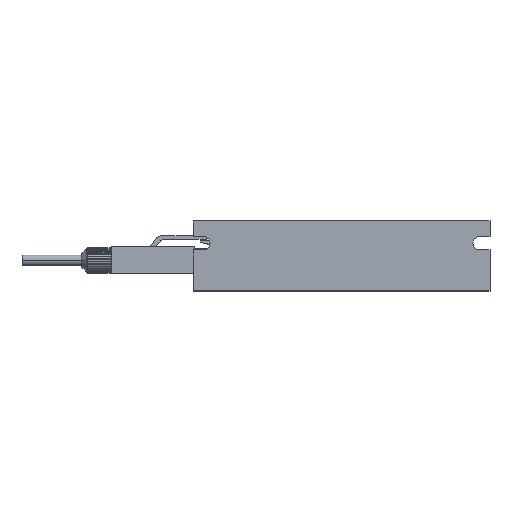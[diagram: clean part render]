
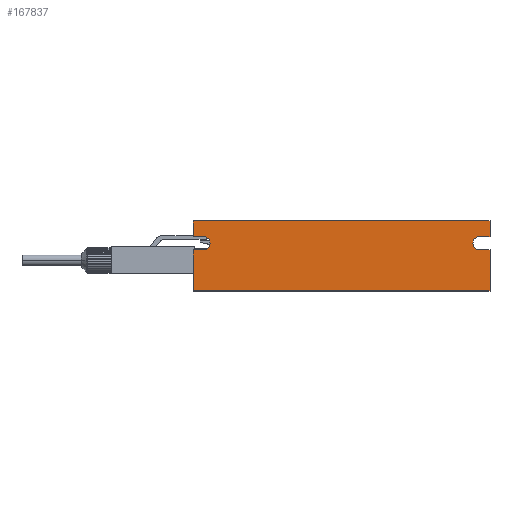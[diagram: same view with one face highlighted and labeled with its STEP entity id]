
A CAD part, top view. The second image highlights one B-rep face of the part: STEP entity #167837.
In plain terms, the highlighted planar face has unit normal (0, 0, 1).
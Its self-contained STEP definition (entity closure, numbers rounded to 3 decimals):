
#408 = CARTESIAN_POINT ( 'NONE',  ( 36.481, 18.211, 130.9 ) ) ;
#886 = EDGE_CURVE ( 'NONE', #106941, #92217, #3205, .T. ) ;
#1218 = DIRECTION ( 'NONE',  ( -1., 0., 0. ) ) ;
#3205 = LINE ( 'NONE', #79361, #106661 ) ;
#3593 = LINE ( 'NONE', #79753, #117903 ) ;
#5808 = VECTOR ( 'NONE', #27650, 1000. ) ;
#6533 = LINE ( 'NONE', #82704, #231259 ) ;
#10388 = VERTEX_POINT ( 'NONE', #238250 ) ;
#19089 = FACE_OUTER_BOUND ( 'NONE', #119689, .T. ) ;
#19865 = DIRECTION ( 'NONE',  ( -1., 0., 0. ) ) ;
#21413 = CARTESIAN_POINT ( 'NONE',  ( 36.481, -4.789, 130.9 ) ) ;
#27650 = DIRECTION ( 'NONE',  ( 1., 0., 0. ) ) ;
#31491 = DIRECTION ( 'NONE',  ( 0., 1., 0. ) ) ;
#33635 = ORIENTED_EDGE ( 'NONE', *, *, #112910, .F. ) ;
#35953 = CARTESIAN_POINT ( 'NONE',  ( -63.519, 8.461, 130.9 ) ) ;
#36145 = ORIENTED_EDGE ( 'NONE', *, *, #886, .F. ) ;
#37307 = DIRECTION ( 'NONE',  ( 0., 1., 0. ) ) ;
#38581 = CARTESIAN_POINT ( 'NONE',  ( -63.519, 8.461, 130.9 ) ) ;
#47567 = CARTESIAN_POINT ( 'NONE',  ( 32.981, 10.711, 130.9 ) ) ;
#47766 = VECTOR ( 'NONE', #61102, 1000. ) ;
#50031 = EDGE_CURVE ( 'NONE', #214172, #10388, #96057, .T. ) ;
#54782 = VECTOR ( 'NONE', #19865, 1000. ) ;
#59052 = CARTESIAN_POINT ( 'NONE',  ( -63.519, -5.289, 130.9 ) ) ;
#61102 = DIRECTION ( 'NONE',  ( 0., -1., 0. ) ) ;
#68754 = CARTESIAN_POINT ( 'NONE',  ( 36.481, -5.289, 130.9 ) ) ;
#68877 = AXIS2_PLACEMENT_3D ( 'NONE', #47567, #123727, #199646 ) ;
#69386 = VERTEX_POINT ( 'NONE', #86017 ) ;
#72647 = EDGE_CURVE ( 'NONE', #75950, #106941, #114723, .T. ) ;
#75918 = CARTESIAN_POINT ( 'NONE',  ( -60.019, 8.461, 130.9 ) ) ;
#75950 = VERTEX_POINT ( 'NONE', #68754 ) ;
#79361 = CARTESIAN_POINT ( 'NONE',  ( -63.519, -4.789, 130.9 ) ) ;
#79417 = ORIENTED_EDGE ( 'NONE', *, *, #141336, .F. ) ;
#79753 = CARTESIAN_POINT ( 'NONE',  ( -63.519, 8.461, 130.9 ) ) ;
#82599 = CARTESIAN_POINT ( 'NONE',  ( -60.019, 12.961, 130.9 ) ) ;
#82704 = CARTESIAN_POINT ( 'NONE',  ( -63.519, 12.961, 130.9 ) ) ;
#84293 = ORIENTED_EDGE ( 'NONE', *, *, #151208, .F. ) ;
#85857 = AXIS2_PLACEMENT_3D ( 'NONE', #132148, #208214, #37307 ) ;
#86017 = CARTESIAN_POINT ( 'NONE',  ( 32.981, 12.961, 130.9 ) ) ;
#89496 = EDGE_CURVE ( 'NONE', #147917, #214172, #193282, .T. ) ;
#92217 = VERTEX_POINT ( 'NONE', #38581 ) ;
#93223 = ORIENTED_EDGE ( 'NONE', *, *, #231707, .F. ) ;
#93907 = EDGE_CURVE ( 'NONE', #205750, #69386, #6533, .T. ) ;
#95253 = PLANE ( 'NONE',  #136591 ) ;
#96057 = LINE ( 'NONE', #172018, #174974 ) ;
#97499 = CARTESIAN_POINT ( 'NONE',  ( -63.519, 18.211, 130.9 ) ) ;
#97593 = DIRECTION ( 'NONE',  ( 0., 1., 0. ) ) ;
#103998 = ORIENTED_EDGE ( 'NONE', *, *, #50031, .F. ) ;
#106661 = VECTOR ( 'NONE', #155334, 1000. ) ;
#106941 = VERTEX_POINT ( 'NONE', #179970 ) ;
#107392 = EDGE_CURVE ( 'NONE', #69386, #126050, #176282, .T. ) ;
#112134 = DIRECTION ( 'NONE',  ( 1., 0., 0. ) ) ;
#112240 = ORIENTED_EDGE ( 'NONE', *, *, #117055, .F. ) ;
#112910 = EDGE_CURVE ( 'NONE', #232320, #205750, #155830, .T. ) ;
#114723 = LINE ( 'NONE', #190747, #54782 ) ;
#117055 = EDGE_CURVE ( 'NONE', #126050, #246707, #3593, .T. ) ;
#117903 = VECTOR ( 'NONE', #155737, 1000. ) ;
#119689 = EDGE_LOOP ( 'NONE', ( #84293, #36145, #119746, #242129, #112240, #180064, #211168, #33635, #93223, #79417, #103998, #183893 ) ) ;
#119746 = ORIENTED_EDGE ( 'NONE', *, *, #72647, .F. ) ;
#122530 = LINE ( 'NONE', #198490, #5808 ) ;
#123727 = DIRECTION ( 'NONE',  ( 0., 0., 1. ) ) ;
#126050 = VERTEX_POINT ( 'NONE', #147311 ) ;
#126353 = LINE ( 'NONE', #202316, #246368 ) ;
#132148 = CARTESIAN_POINT ( 'NONE',  ( -60.019, 10.711, 130.9 ) ) ;
#135092 = DIRECTION ( 'NONE',  ( 0., 0., -1. ) ) ;
#136591 = AXIS2_PLACEMENT_3D ( 'NONE', #59052, #135092, #211183 ) ;
#139215 = VERTEX_POINT ( 'NONE', #97499 ) ;
#141336 = EDGE_CURVE ( 'NONE', #10388, #139215, #126353, .T. ) ;
#147311 = CARTESIAN_POINT ( 'NONE',  ( 32.981, 8.461, 130.9 ) ) ;
#147917 = VERTEX_POINT ( 'NONE', #75918 ) ;
#149143 = VECTOR ( 'NONE', #97593, 1000. ) ;
#151208 = EDGE_CURVE ( 'NONE', #92217, #147917, #206858, .T. ) ;
#155334 = DIRECTION ( 'NONE',  ( 0., 1., 0. ) ) ;
#155737 = DIRECTION ( 'NONE',  ( 1., 0., 0. ) ) ;
#155830 = LINE ( 'NONE', #231843, #47766 ) ;
#158683 = DIRECTION ( 'NONE',  ( -1., 0., 0. ) ) ;
#167837 = ADVANCED_FACE ( 'NONE', ( #19089 ), #95253, .F. ) ;
#172018 = CARTESIAN_POINT ( 'NONE',  ( -63.519, 12.961, 130.9 ) ) ;
#174974 = VECTOR ( 'NONE', #1218, 1000. ) ;
#176282 = CIRCLE ( 'NONE', #68877, 2.25 ) ;
#179970 = CARTESIAN_POINT ( 'NONE',  ( -63.519, -5.289, 130.9 ) ) ;
#180064 = ORIENTED_EDGE ( 'NONE', *, *, #107392, .F. ) ;
#182094 = CARTESIAN_POINT ( 'NONE',  ( 36.481, 12.961, 130.9 ) ) ;
#183893 = ORIENTED_EDGE ( 'NONE', *, *, #89496, .F. ) ;
#190747 = CARTESIAN_POINT ( 'NONE',  ( -60.019, -5.289, 130.9 ) ) ;
#192286 = LINE ( 'NONE', #21413, #149143 ) ;
#193282 = CIRCLE ( 'NONE', #85857, 2.25 ) ;
#198490 = CARTESIAN_POINT ( 'NONE',  ( -63.519, 18.211, 130.9 ) ) ;
#199646 = DIRECTION ( 'NONE',  ( 0., 1., 0. ) ) ;
#201673 = EDGE_CURVE ( 'NONE', #75950, #246707, #192286, .T. ) ;
#202316 = CARTESIAN_POINT ( 'NONE',  ( -63.519, -5.289, 130.9 ) ) ;
#205750 = VERTEX_POINT ( 'NONE', #182094 ) ;
#206858 = LINE ( 'NONE', #35953, #225873 ) ;
#208214 = DIRECTION ( 'NONE',  ( 0., 0., 1. ) ) ;
#211168 = ORIENTED_EDGE ( 'NONE', *, *, #93907, .F. ) ;
#211183 = DIRECTION ( 'NONE',  ( -1., 0., 0. ) ) ;
#214172 = VERTEX_POINT ( 'NONE', #82599 ) ;
#219428 = CARTESIAN_POINT ( 'NONE',  ( 36.481, 8.461, 130.9 ) ) ;
#225873 = VECTOR ( 'NONE', #112134, 1000. ) ;
#231259 = VECTOR ( 'NONE', #158683, 1000. ) ;
#231707 = EDGE_CURVE ( 'NONE', #139215, #232320, #122530, .T. ) ;
#231843 = CARTESIAN_POINT ( 'NONE',  ( 36.481, -5.289, 130.9 ) ) ;
#232320 = VERTEX_POINT ( 'NONE', #408 ) ;
#238250 = CARTESIAN_POINT ( 'NONE',  ( -63.519, 12.961, 130.9 ) ) ;
#242129 = ORIENTED_EDGE ( 'NONE', *, *, #201673, .T. ) ;
#246368 = VECTOR ( 'NONE', #31491, 1000. ) ;
#246707 = VERTEX_POINT ( 'NONE', #219428 ) ;
